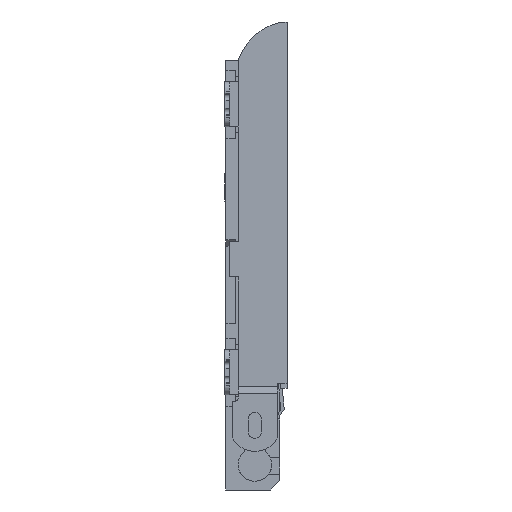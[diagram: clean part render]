
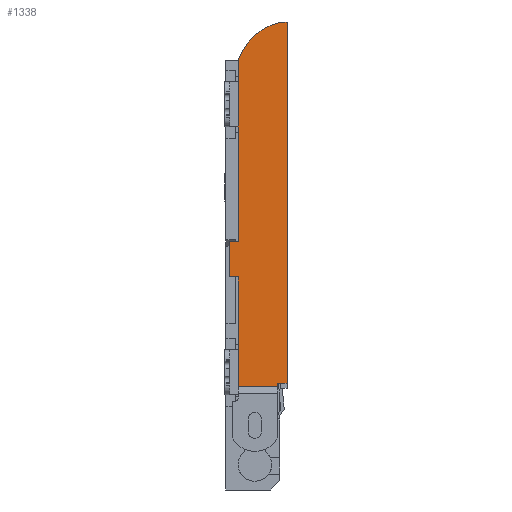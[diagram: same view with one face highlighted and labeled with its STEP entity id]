
A CAD part, left-side view. The second image highlights one B-rep face of the part: STEP entity #1338.
In plain terms, the highlighted planar face has unit normal (-1, 0, 0).
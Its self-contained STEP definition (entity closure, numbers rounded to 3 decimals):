
#542=CIRCLE('',#19963,1.804);
#1338=ADVANCED_FACE('',(#3062),#2163,.F.);
#2163=PLANE('',#19964);
#3062=FACE_OUTER_BOUND('',#4015,.T.);
#4015=EDGE_LOOP('',(#8758,#8759,#8760,#8761,#8762,#8763,#8764,#8765,#8766,
#8767,#8768));
#8758=ORIENTED_EDGE('',*,*,#13846,.F.);
#8759=ORIENTED_EDGE('',*,*,#11440,.T.);
#8760=ORIENTED_EDGE('',*,*,#13847,.F.);
#8761=ORIENTED_EDGE('',*,*,#13848,.T.);
#8762=ORIENTED_EDGE('',*,*,#13849,.T.);
#8763=ORIENTED_EDGE('',*,*,#13850,.T.);
#8764=ORIENTED_EDGE('',*,*,#13851,.F.);
#8765=ORIENTED_EDGE('',*,*,#13718,.T.);
#8766=ORIENTED_EDGE('',*,*,#13818,.T.);
#8767=ORIENTED_EDGE('',*,*,#13766,.T.);
#8768=ORIENTED_EDGE('',*,*,#11436,.F.);
#9647=VERTEX_POINT('',#25007);
#9649=VERTEX_POINT('',#25010);
#9652=VERTEX_POINT('',#25018);
#9653=VERTEX_POINT('',#25019);
#11173=VERTEX_POINT('',#30033);
#11174=VERTEX_POINT('',#30035);
#11216=VERTEX_POINT('',#30129);
#11263=VERTEX_POINT('',#30292);
#11264=VERTEX_POINT('',#30294);
#11265=VERTEX_POINT('',#30296);
#11266=VERTEX_POINT('',#30298);
#11436=EDGE_CURVE('',#9647,#9649,#14161,.T.);
#11440=EDGE_CURVE('',#9652,#9653,#14165,.T.);
#13718=EDGE_CURVE('',#11174,#11173,#16176,.T.);
#13766=EDGE_CURVE('',#11216,#9649,#16207,.T.);
#13818=EDGE_CURVE('',#11173,#11216,#16250,.T.);
#13846=EDGE_CURVE('',#9652,#9647,#542,.T.);
#13847=EDGE_CURVE('',#11263,#9653,#16274,.T.);
#13848=EDGE_CURVE('',#11263,#11264,#16275,.T.);
#13849=EDGE_CURVE('',#11264,#11265,#16276,.T.);
#13850=EDGE_CURVE('',#11265,#11266,#16277,.T.);
#13851=EDGE_CURVE('',#11174,#11266,#16278,.T.);
#14161=LINE('',#25009,#16555);
#14165=LINE('',#25017,#16559);
#16176=LINE('',#30034,#18570);
#16207=LINE('',#30128,#18601);
#16250=LINE('',#30239,#18644);
#16274=LINE('',#30291,#18668);
#16275=LINE('',#30293,#18669);
#16276=LINE('',#30295,#18670);
#16277=LINE('',#30297,#18671);
#16278=LINE('',#30299,#18672);
#16555=VECTOR('',#20172,1.);
#16559=VECTOR('',#20178,1.);
#18570=VECTOR('',#24097,1.);
#18601=VECTOR('',#24170,1.);
#18644=VECTOR('',#24267,1.);
#18668=VECTOR('',#24315,1.);
#18669=VECTOR('',#24316,1.);
#18670=VECTOR('',#24317,1.);
#18671=VECTOR('',#24318,1.);
#18672=VECTOR('',#24319,1.);
#19963=AXIS2_PLACEMENT_3D('',#30290,#24313,#24314);
#19964=AXIS2_PLACEMENT_3D('',#30300,#24320,#24321);
#20172=DIRECTION('',(0.,-1.,0.));
#20178=DIRECTION('',(0.,0.,-1.));
#24097=DIRECTION('',(0.,0.,1.));
#24170=DIRECTION('',(0.,0.,1.));
#24267=DIRECTION('',(0.,-1.,0.));
#24313=DIRECTION('',(1.,0.,0.));
#24314=DIRECTION('',(0.,0.,-1.));
#24315=DIRECTION('',(0.,-1.,0.));
#24316=DIRECTION('',(0.,0.,-1.));
#24317=DIRECTION('',(0.,-1.,0.));
#24318=DIRECTION('',(0.,0.,-1.));
#24319=DIRECTION('',(0.,1.,0.));
#24320=DIRECTION('',(1.,0.,0.));
#24321=DIRECTION('',(0.,1.,0.));
#25007=CARTESIAN_POINT('',(-6.8,-15.,14.5));
#25009=CARTESIAN_POINT('',(-6.8,-13.5,14.5));
#25010=CARTESIAN_POINT('',(-6.8,-15.2,14.5));
#25017=CARTESIAN_POINT('',(-6.8,-13.68,5.648));
#25018=CARTESIAN_POINT('',(-6.8,-13.68,13.3));
#25019=CARTESIAN_POINT('',(-6.8,-13.68,7.7));
#30033=CARTESIAN_POINT('',(-6.8,-14.9,3.3));
#30034=CARTESIAN_POINT('',(-6.8,-14.9,5.648));
#30035=CARTESIAN_POINT('',(-6.8,-14.9,3.2));
#30128=CARTESIAN_POINT('',(-6.8,-15.2,11.146));
#30129=CARTESIAN_POINT('',(-6.8,-15.2,3.3));
#30239=CARTESIAN_POINT('',(-6.8,-12.442,3.3));
#30290=CARTESIAN_POINT('',(-6.8,-15.395,12.74));
#30291=CARTESIAN_POINT('',(-6.8,-13.5,7.7));
#30292=CARTESIAN_POINT('',(-6.8,-13.4,7.7));
#30293=CARTESIAN_POINT('',(-6.8,-13.4,-0.13));
#30294=CARTESIAN_POINT('',(-6.8,-13.4,6.6));
#30295=CARTESIAN_POINT('',(-6.8,-13.5,6.6));
#30296=CARTESIAN_POINT('',(-6.8,-13.68,6.6));
#30297=CARTESIAN_POINT('',(-6.8,-13.68,5.648));
#30298=CARTESIAN_POINT('',(-6.8,-13.68,3.2));
#30299=CARTESIAN_POINT('',(-6.8,-13.5,3.2));
#30300=CARTESIAN_POINT('',(-6.8,-12.442,-0.13));
